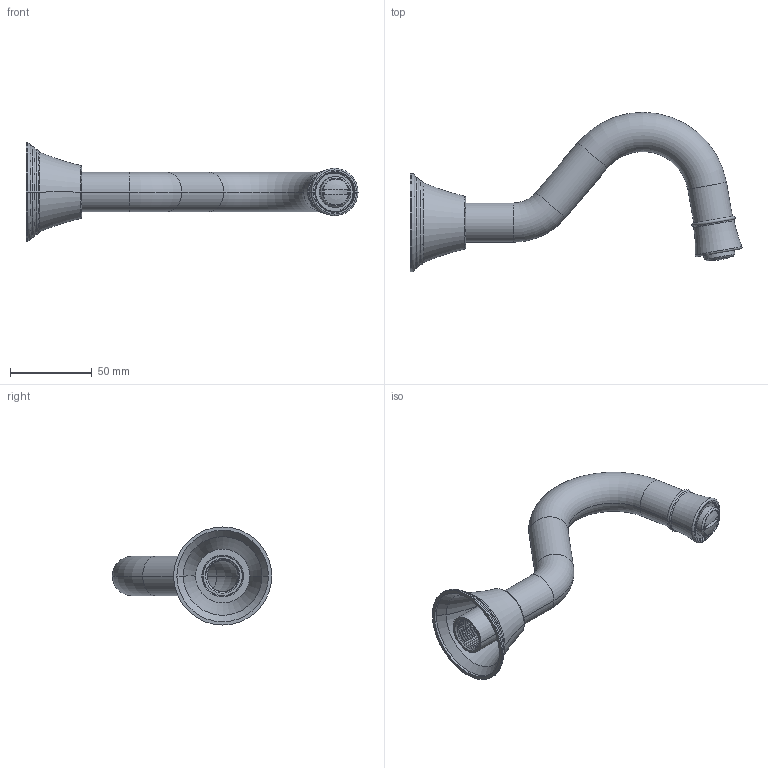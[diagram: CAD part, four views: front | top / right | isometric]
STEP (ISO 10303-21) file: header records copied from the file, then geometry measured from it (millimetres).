
FILE_DESCRIPTION((''),'2;1');
FILE_NAME('1F8002_ASM','2023-06-28T',('Administrator'),(''),'PRO/ENGINEER BY PARAMETRIC TECHNOLOGY CORPORATION, 2010280','PRO/ENGINEER BY PARAMETRIC TECHNOLOGY CORPORATION, 2010280','');
FILE_SCHEMA(('CONFIG_CONTROL_DESIGN'));
Length unit declared in the file: millimetre
Products named in the file (7): 2F8002-32CP; 2F8002-31CP; 2F8002-33CP; 3WZ1004; 27X2; 22X1-5; 1F8002_ASM
Assembly tree (7 placements, depth 2):
  1F8002_ASM
    2F8002-32CP
    2F8002-31CP
    2F8002-33CP
    3WZ1004
    27X2  x2
    22X1-5
Bounding box: 203.12 x 97.5 x 60 mm (x, y, z)
Volume: 36341.6 mm3; surface area: 55969.9 mm2
Topology: 7 solids, 7 shells, 228 faces, 533 edges, 326 vertices
Faces by surface type: cylinder 101, torus 54, bspline 28, plane 25, cone 18, sphere 2
Entity records: 13255 total; most frequent: CARTESIAN_POINT 8199, ORIENTED_EDGE 1046, DIRECTION 990, EDGE_CURVE 523, AXIS2_PLACEMENT_3D 426, VERTEX_POINT 322, EDGE_LOOP 245, FACE_OUTER_BOUND 224
